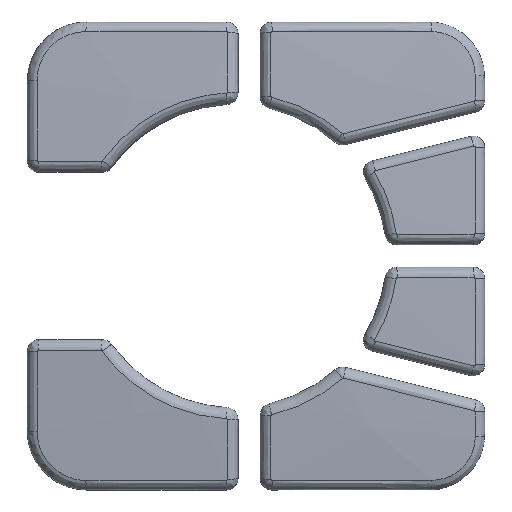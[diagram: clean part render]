
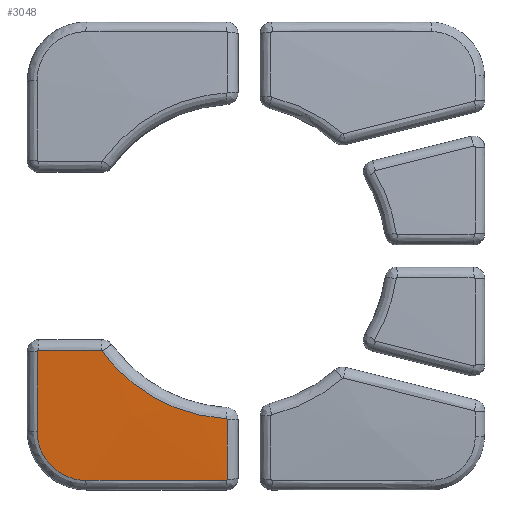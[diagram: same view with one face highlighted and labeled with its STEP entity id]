
A CAD part, top view. The second image highlights one B-rep face of the part: STEP entity #3048.
In plain terms, the highlighted spherical face has radius 475 mm.
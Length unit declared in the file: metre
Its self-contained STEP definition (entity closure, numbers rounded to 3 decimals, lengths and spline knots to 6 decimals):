
#132=SPHERICAL_SURFACE('',#3379,0.475);
#405=B_SPLINE_CURVE_WITH_KNOTS('',3,(#6155,#6156,#6157,#6158),
 .UNSPECIFIED.,.F.,.F.,(4,4),(0.,1.),.UNSPECIFIED.);
#406=B_SPLINE_CURVE_WITH_KNOTS('',3,(#6161,#6162,#6163,#6164),
 .UNSPECIFIED.,.F.,.F.,(4,4),(0.,1.),.UNSPECIFIED.);
#407=B_SPLINE_CURVE_WITH_KNOTS('',3,(#6166,#6167,#6168,#6169),
 .UNSPECIFIED.,.F.,.F.,(4,4),(0.,1.),.UNSPECIFIED.);
#408=B_SPLINE_CURVE_WITH_KNOTS('',3,(#6171,#6172,#6173,#6174),
 .UNSPECIFIED.,.F.,.F.,(4,4),(0.,1.),.UNSPECIFIED.);
#409=B_SPLINE_CURVE_WITH_KNOTS('',3,(#6176,#6177,#6178,#6179,#6180,#6181,
#6182),.UNSPECIFIED.,.F.,.F.,(4,1,1,1,4),(0.,0.25,0.5,0.75,1.),
 .UNSPECIFIED.);
#410=B_SPLINE_CURVE_WITH_KNOTS('',3,(#6184,#6185,#6186,#6187),
 .UNSPECIFIED.,.F.,.F.,(4,4),(0.,1.),.UNSPECIFIED.);
#411=B_SPLINE_CURVE_WITH_KNOTS('',3,(#6189,#6190,#6191,#6192),
 .UNSPECIFIED.,.F.,.F.,(4,4),(0.,1.),.UNSPECIFIED.);
#412=B_SPLINE_CURVE_WITH_KNOTS('',3,(#6194,#6195,#6196,#6197),
 .UNSPECIFIED.,.F.,.F.,(4,4),(0.,1.),.UNSPECIFIED.);
#413=B_SPLINE_CURVE_WITH_KNOTS('',3,(#6199,#6200,#6201,#6202),
 .UNSPECIFIED.,.F.,.F.,(4,4),(0.,1.),.UNSPECIFIED.);
#414=B_SPLINE_CURVE_WITH_KNOTS('',3,(#6204,#6205,#6206,#6207,#6208),
 .UNSPECIFIED.,.F.,.F.,(4,1,4),(0.,0.5,1.),.UNSPECIFIED.);
#1074=ORIENTED_EDGE('',*,*,#1653,.T.);
#1075=ORIENTED_EDGE('',*,*,#1654,.T.);
#1076=ORIENTED_EDGE('',*,*,#1655,.T.);
#1077=ORIENTED_EDGE('',*,*,#1656,.T.);
#1078=ORIENTED_EDGE('',*,*,#1657,.T.);
#1079=ORIENTED_EDGE('',*,*,#1658,.T.);
#1080=ORIENTED_EDGE('',*,*,#1659,.T.);
#1081=ORIENTED_EDGE('',*,*,#1660,.T.);
#1082=ORIENTED_EDGE('',*,*,#1661,.T.);
#1083=ORIENTED_EDGE('',*,*,#1662,.T.);
#1653=EDGE_CURVE('',#1968,#1969,#405,.T.);
#1654=EDGE_CURVE('',#1969,#1970,#406,.T.);
#1655=EDGE_CURVE('',#1970,#1971,#407,.T.);
#1656=EDGE_CURVE('',#1971,#1972,#408,.T.);
#1657=EDGE_CURVE('',#1972,#1973,#409,.T.);
#1658=EDGE_CURVE('',#1973,#1974,#410,.T.);
#1659=EDGE_CURVE('',#1974,#1975,#411,.T.);
#1660=EDGE_CURVE('',#1975,#1976,#412,.T.);
#1661=EDGE_CURVE('',#1976,#1977,#413,.T.);
#1662=EDGE_CURVE('',#1977,#1968,#414,.T.);
#1968=VERTEX_POINT('',#6159);
#1969=VERTEX_POINT('',#6160);
#1970=VERTEX_POINT('',#6165);
#1971=VERTEX_POINT('',#6170);
#1972=VERTEX_POINT('',#6175);
#1973=VERTEX_POINT('',#6183);
#1974=VERTEX_POINT('',#6188);
#1975=VERTEX_POINT('',#6193);
#1976=VERTEX_POINT('',#6198);
#1977=VERTEX_POINT('',#6203);
#2504=EDGE_LOOP('',(#1074,#1075,#1076,#1077,#1078,#1079,#1080,#1081,#1082,
#1083));
#2758=FACE_BOUND('',#2504,.T.);
#3048=ADVANCED_FACE('',(#2758),#132,.T.);
#3379=AXIS2_PLACEMENT_3D('',#6154,#3953,#3954);
#3953=DIRECTION('',(-1.,0.,0.));
#3954=DIRECTION('',(0.,0.,1.));
#6154=CARTESIAN_POINT('',(0.0381,-0.00334,-0.44));
#6155=CARTESIAN_POINT('',(0.013092,-0.021299,0.034001));
#6156=CARTESIAN_POINT('',(0.013052,-0.021243,0.034001));
#6157=CARTESIAN_POINT('',(0.012997,-0.021215,0.033999));
#6158=CARTESIAN_POINT('',(0.012929,-0.021215,0.033996));
#6159=CARTESIAN_POINT('',(0.013092,-0.021299,0.034001));
#6160=CARTESIAN_POINT('',(0.012929,-0.021215,0.033996));
#6161=CARTESIAN_POINT('',(0.012929,-0.021215,0.033996));
#6162=CARTESIAN_POINT('',(0.00893,-0.021217,0.033783));
#6163=CARTESIAN_POINT('',(0.004935,-0.021217,0.03352));
#6164=CARTESIAN_POINT('',(0.000944,-0.021215,0.033207));
#6165=CARTESIAN_POINT('',(0.000944,-0.021215,0.033207));
#6166=CARTESIAN_POINT('',(0.000944,-0.021215,0.033207));
#6167=CARTESIAN_POINT('',(0.000833,-0.021215,0.033198));
#6168=CARTESIAN_POINT('',(0.000743,-0.021304,0.033188));
#6169=CARTESIAN_POINT('',(0.000743,-0.021416,0.033184));
#6170=CARTESIAN_POINT('',(0.000743,-0.021416,0.033184));
#6171=CARTESIAN_POINT('',(0.000743,-0.021416,0.033184));
#6172=CARTESIAN_POINT('',(0.000743,-0.026441,0.032992));
#6173=CARTESIAN_POINT('',(0.000743,-0.031463,0.03272));
#6174=CARTESIAN_POINT('',(0.000743,-0.03648,0.032368));
#6175=CARTESIAN_POINT('',(0.000743,-0.03648,0.032368));
#6176=CARTESIAN_POINT('',(0.000743,-0.03648,0.032368));
#6177=CARTESIAN_POINT('',(0.000743,-0.037706,0.032282));
#6178=CARTESIAN_POINT('',(0.001227,-0.040107,0.032142));
#6179=CARTESIAN_POINT('',(0.003277,-0.043184,0.032048));
#6180=CARTESIAN_POINT('',(0.006363,-0.045237,0.032088));
#6181=CARTESIAN_POINT('',(0.008756,-0.045718,0.032196));
#6182=CARTESIAN_POINT('',(0.009982,-0.045718,0.032269));
#6183=CARTESIAN_POINT('',(0.009982,-0.045718,0.032269));
#6184=CARTESIAN_POINT('',(0.009982,-0.045718,0.032269));
#6185=CARTESIAN_POINT('',(0.018796,-0.045718,0.032794));
#6186=CARTESIAN_POINT('',(0.027638,-0.045718,0.033073));
#6187=CARTESIAN_POINT('',(0.036493,-0.045718,0.033103));
#6188=CARTESIAN_POINT('',(0.036493,-0.045718,0.033103));
#6189=CARTESIAN_POINT('',(0.036493,-0.045718,0.033103));
#6190=CARTESIAN_POINT('',(0.036604,-0.045718,0.033103));
#6191=CARTESIAN_POINT('',(0.036694,-0.045629,0.033112));
#6192=CARTESIAN_POINT('',(0.036694,-0.045518,0.033122));
#6193=CARTESIAN_POINT('',(0.036694,-0.045518,0.033122));
#6194=CARTESIAN_POINT('',(0.036694,-0.045518,0.033122));
#6195=CARTESIAN_POINT('',(0.036694,-0.041778,0.033455));
#6196=CARTESIAN_POINT('',(0.036694,-0.038034,0.033744));
#6197=CARTESIAN_POINT('',(0.036694,-0.034288,0.033989));
#6198=CARTESIAN_POINT('',(0.036694,-0.034288,0.033989));
#6199=CARTESIAN_POINT('',(0.036694,-0.034288,0.033989));
#6200=CARTESIAN_POINT('',(0.036694,-0.034182,0.033996));
#6201=CARTESIAN_POINT('',(0.036611,-0.034093,0.034001));
#6202=CARTESIAN_POINT('',(0.036504,-0.034087,0.034001));
#6203=CARTESIAN_POINT('',(0.036504,-0.034087,0.034001));
#6204=CARTESIAN_POINT('',(0.036504,-0.034087,0.034001));
#6205=CARTESIAN_POINT('',(0.03191,-0.033849,0.034001));
#6206=CARTESIAN_POINT('',(0.022839,-0.031279,0.034001));
#6207=CARTESIAN_POINT('',(0.015774,-0.025034,0.034001));
#6208=CARTESIAN_POINT('',(0.013092,-0.021299,0.034001));
